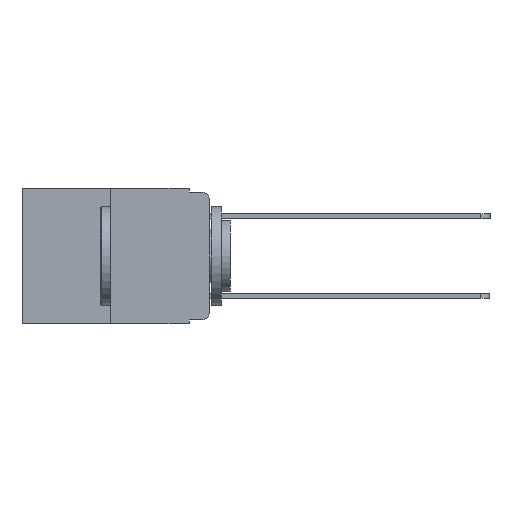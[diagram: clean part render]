
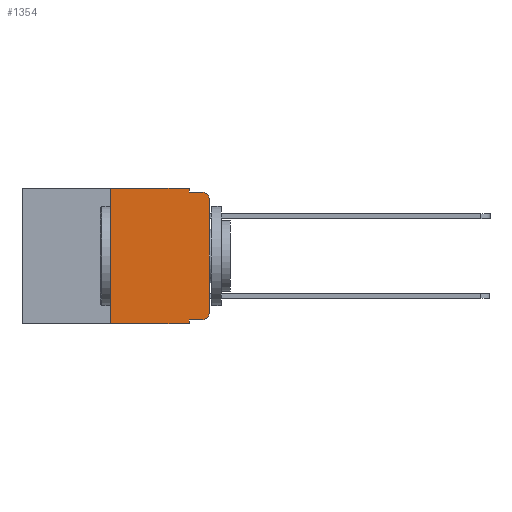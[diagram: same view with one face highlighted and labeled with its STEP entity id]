
A CAD part, left-side view. The second image highlights one B-rep face of the part: STEP entity #1354.
In plain terms, the highlighted planar face has unit normal (-1, 0, 0).
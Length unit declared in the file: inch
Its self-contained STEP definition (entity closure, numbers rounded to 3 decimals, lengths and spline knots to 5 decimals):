
#224 = LINE ( 'NONE', #3617, #2626 ) ;
#300 = CARTESIAN_POINT ( 'NONE',  ( 0., 0.25, 0. ) ) ;
#346 = DIRECTION ( 'NONE',  ( 0., -1., 0. ) ) ;
#421 = ORIENTED_EDGE ( 'NONE', *, *, #9958, .F. ) ;
#424 = VECTOR ( 'NONE', #4156, 39.37008 ) ;
#754 = LINE ( 'NONE', #8234, #424 ) ;
#821 = DIRECTION ( 'NONE',  ( -1., 0., 0. ) ) ;
#1054 = LINE ( 'NONE', #7954, #3416 ) ;
#1086 = VECTOR ( 'NONE', #8429, 39.37008 ) ;
#1142 = ORIENTED_EDGE ( 'NONE', *, *, #3843, .F. ) ;
#1300 = VERTEX_POINT ( 'NONE', #1955 ) ;
#1354 = ADVANCED_FACE ( 'NONE', ( #3431 ), #5651, .F. ) ;
#1360 = CIRCLE ( 'NONE', #5735, 0.02 ) ;
#1369 = DIRECTION ( 'NONE',  ( 0., 0., 1. ) ) ;
#1955 = CARTESIAN_POINT ( 'NONE',  ( 0., 0.051, -0.01 ) ) ;
#2102 = EDGE_CURVE ( 'NONE', #7438, #1300, #5428, .T. ) ;
#2138 = VERTEX_POINT ( 'NONE', #2460 ) ;
#2407 = CARTESIAN_POINT ( 'NONE',  ( 0., 0.051, -0.333 ) ) ;
#2460 = CARTESIAN_POINT ( 'NONE',  ( 0., 0.051, -0.343 ) ) ;
#2626 = VECTOR ( 'NONE', #6159, 39.37008 ) ;
#2700 = ORIENTED_EDGE ( 'NONE', *, *, #5214, .T. ) ;
#2720 = VERTEX_POINT ( 'NONE', #2407 ) ;
#3172 = VERTEX_POINT ( 'NONE', #9371 ) ;
#3301 = VECTOR ( 'NONE', #346, 39.37008 ) ;
#3399 = CIRCLE ( 'NONE', #9853, 0.02 ) ;
#3416 = VECTOR ( 'NONE', #3795, 39.37008 ) ;
#3431 = FACE_OUTER_BOUND ( 'NONE', #7697, .T. ) ;
#3617 = CARTESIAN_POINT ( 'NONE',  ( 0., 0., 0. ) ) ;
#3795 = DIRECTION ( 'NONE',  ( 0., -1., 0. ) ) ;
#3843 = EDGE_CURVE ( 'NONE', #3172, #7438, #4049, .T. ) ;
#3854 = CARTESIAN_POINT ( 'NONE',  ( 0., 0.02, -0.01 ) ) ;
#3929 = VERTEX_POINT ( 'NONE', #3854 ) ;
#4049 = LINE ( 'NONE', #4626, #8176 ) ;
#4061 = CARTESIAN_POINT ( 'NONE',  ( 0., 0.02, -0.333 ) ) ;
#4101 = DIRECTION ( 'NONE',  ( -1., 0., 0. ) ) ;
#4156 = DIRECTION ( 'NONE',  ( 0., 0., -1. ) ) ;
#4314 = CARTESIAN_POINT ( 'NONE',  ( 0., 0., -0.03 ) ) ;
#4363 = ORIENTED_EDGE ( 'NONE', *, *, #9679, .F. ) ;
#4518 = DIRECTION ( 'NONE',  ( 0., 0., -1. ) ) ;
#4626 = CARTESIAN_POINT ( 'NONE',  ( 0., 0.473, 0. ) ) ;
#4655 = VERTEX_POINT ( 'NONE', #6462 ) ;
#4925 = VECTOR ( 'NONE', #4518, 39.37008 ) ;
#5039 = AXIS2_PLACEMENT_3D ( 'NONE', #8248, #5143, #7408 ) ;
#5143 = DIRECTION ( 'NONE',  ( 1., 0., 0. ) ) ;
#5214 = EDGE_CURVE ( 'NONE', #4655, #2138, #8397, .T. ) ;
#5428 = LINE ( 'NONE', #5677, #4925 ) ;
#5651 = PLANE ( 'NONE',  #5039 ) ;
#5677 = CARTESIAN_POINT ( 'NONE',  ( 0., 0.051, 0. ) ) ;
#5735 = AXIS2_PLACEMENT_3D ( 'NONE', #6347, #821, #7150 ) ;
#5825 = EDGE_CURVE ( 'NONE', #2720, #2138, #754, .T. ) ;
#5873 = LINE ( 'NONE', #10758, #3301 ) ;
#5986 = CARTESIAN_POINT ( 'NONE',  ( 0., 0.051, 0. ) ) ;
#6026 = VERTEX_POINT ( 'NONE', #10862 ) ;
#6159 = DIRECTION ( 'NONE',  ( 0., 0., 1. ) ) ;
#6205 = EDGE_CURVE ( 'NONE', #8982, #3929, #1360, .T. ) ;
#6347 = CARTESIAN_POINT ( 'NONE',  ( 0., 0.02, -0.03 ) ) ;
#6462 = CARTESIAN_POINT ( 'NONE',  ( 0., 0.25, -0.343 ) ) ;
#6637 = VECTOR ( 'NONE', #1369, 39.37008 ) ;
#7150 = DIRECTION ( 'NONE',  ( 0., 0., -1. ) ) ;
#7192 = EDGE_CURVE ( 'NONE', #11059, #6026, #3399, .T. ) ;
#7198 = ORIENTED_EDGE ( 'NONE', *, *, #8508, .T. ) ;
#7408 = DIRECTION ( 'NONE',  ( 0., 0., -1. ) ) ;
#7438 = VERTEX_POINT ( 'NONE', #5986 ) ;
#7633 = CARTESIAN_POINT ( 'NONE',  ( 0., 0.473, -0.343 ) ) ;
#7697 = EDGE_LOOP ( 'NONE', ( #10469, #10679, #421, #10324, #1142, #4363, #2700, #10891, #7198, #9578 ) ) ;
#7954 = CARTESIAN_POINT ( 'NONE',  ( 0., 0.051, -0.01 ) ) ;
#8176 = VECTOR ( 'NONE', #9496, 39.37008 ) ;
#8234 = CARTESIAN_POINT ( 'NONE',  ( 0., 0.051, 0. ) ) ;
#8248 = CARTESIAN_POINT ( 'NONE',  ( 0., 0.473, 0. ) ) ;
#8397 = LINE ( 'NONE', #7633, #1086 ) ;
#8429 = DIRECTION ( 'NONE',  ( 0., -1., 0. ) ) ;
#8508 = EDGE_CURVE ( 'NONE', #2720, #11059, #5873, .T. ) ;
#8982 = VERTEX_POINT ( 'NONE', #4314 ) ;
#9030 = CARTESIAN_POINT ( 'NONE',  ( 0., 0.02, -0.313 ) ) ;
#9371 = CARTESIAN_POINT ( 'NONE',  ( 0., 0.25, 0. ) ) ;
#9496 = DIRECTION ( 'NONE',  ( 0., -1., 0. ) ) ;
#9578 = ORIENTED_EDGE ( 'NONE', *, *, #7192, .T. ) ;
#9679 = EDGE_CURVE ( 'NONE', #4655, #3172, #11085, .T. ) ;
#9820 = DIRECTION ( 'NONE',  ( 0., 0., -1. ) ) ;
#9834 = EDGE_CURVE ( 'NONE', #6026, #8982, #224, .T. ) ;
#9853 = AXIS2_PLACEMENT_3D ( 'NONE', #9030, #4101, #9820 ) ;
#9958 = EDGE_CURVE ( 'NONE', #1300, #3929, #1054, .T. ) ;
#10324 = ORIENTED_EDGE ( 'NONE', *, *, #2102, .F. ) ;
#10469 = ORIENTED_EDGE ( 'NONE', *, *, #9834, .T. ) ;
#10679 = ORIENTED_EDGE ( 'NONE', *, *, #6205, .T. ) ;
#10758 = CARTESIAN_POINT ( 'NONE',  ( 0., 0.051, -0.333 ) ) ;
#10862 = CARTESIAN_POINT ( 'NONE',  ( 0., 0., -0.313 ) ) ;
#10891 = ORIENTED_EDGE ( 'NONE', *, *, #5825, .F. ) ;
#11059 = VERTEX_POINT ( 'NONE', #4061 ) ;
#11085 = LINE ( 'NONE', #300, #6637 ) ;
